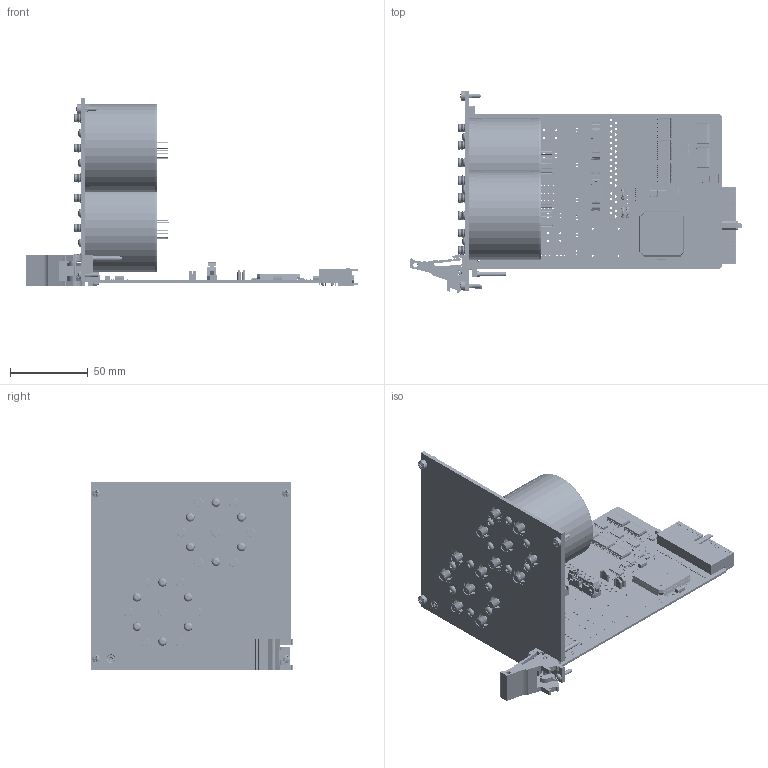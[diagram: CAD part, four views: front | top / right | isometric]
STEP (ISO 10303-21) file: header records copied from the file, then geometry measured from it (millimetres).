
FILE_DESCRIPTION (( 'STEP AP214' ), '1' );
FILE_NAME ('40-785A-522-T PXI Dual 6CH SMA TERM.STEP', '2013-09-10T11:24:07', ( 'admin' ), ( '' ), 'SwSTEP 2.0', 'SolidWorks 2012', '' );
FILE_SCHEMA (( 'AUTOMOTIVE_DESIGN' ));
Length unit declared in the file: millimetre
Products named in the file (1): 40-785A-522-T PXI Dual 6CH SMA TERM
Bounding box: 214.01 x 129.87 x 121.5 mm (x, y, z)
Surface area: 128376.3 mm2 (no closed solid volume)
Topology: 0 solids, 791 shells, 4225 faces, 17818 edges, 13972 vertices
Faces by surface type: plane 2907, cylinder 921, cone 303, torus 43, bspline 38, sphere 13
Full cylindrical faces by diameter (mm): 0.278 x1, 0.5 x18, 0.502 x13, 0.6 x110, 0.75 x57, 0.8 x18, 0.9 x13, 0.92 x4, 0.98 x1, 0.996 x7, 1 x20, 1.2 x8, 1.3 x8, 1.496 x2, 1.5 x59, 1.519 x2, 1.8 x7, 2 x15, 2.05 x1, 2.3 x2, 2.497 x1, 2.5 x5, 2.6 x1, 2.7 x1, 2.8 x1, 3 x3, 4.2 x14, 4.7 x1, 5 x4, 5.053 x14
Entity records: 232312 total; most frequent: CARTESIAN_POINT 46141, DIRECTION 28207, ORIENTED_EDGE 22568, EDGE_CURVE 16830, VERTEX_POINT 13789, LINE 12293, VECTOR 12293, AXIS2_PLACEMENT_3D 7957
